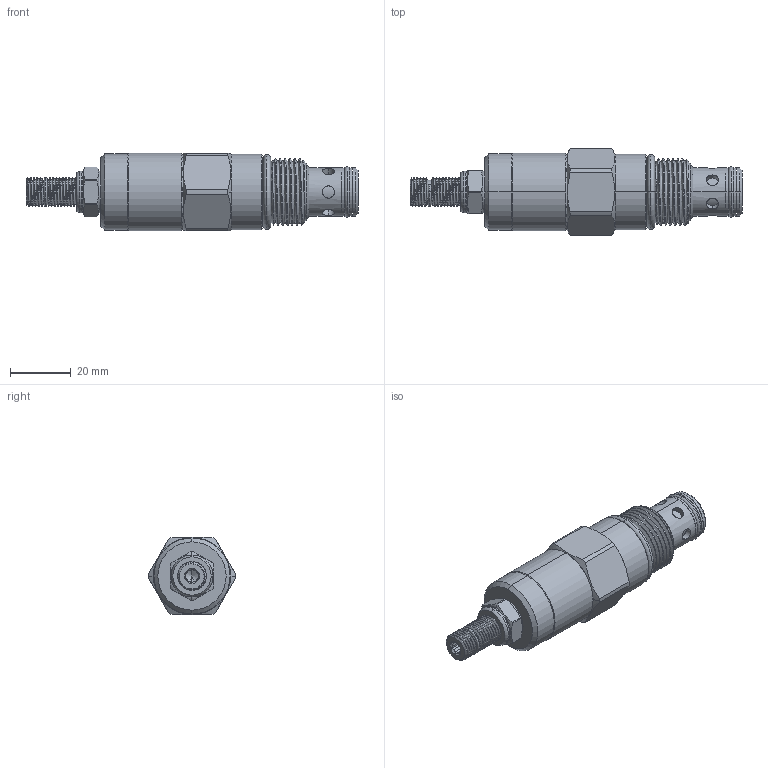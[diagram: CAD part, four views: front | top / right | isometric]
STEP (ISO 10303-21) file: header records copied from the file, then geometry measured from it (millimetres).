
FILE_DESCRIPTION (( 'STEP AP203' ), '1' );
FILE_NAME ('RD10W2A-L.STEP', '2020-03-24T00:13:47', ( '' ), ( '' ), 'SwSTEP 2.0', 'SolidWorks 2018', '' );
FILE_SCHEMA (( 'CONFIG_CONTROL_DESIGN' ));
Length unit declared in the file: millimetre
Products named in the file (1): RD10W2A-L
Bounding box: 109 x 28.57 x 25.4 mm (x, y, z)
Volume: 37401.3 mm3; surface area: 10549.8 mm2
Topology: 6 solids, 6 shells, 231 faces, 558 edges, 353 vertices
Faces by surface type: cylinder 111, plane 51, cone 38, torus 26, bspline 5
Entity records: 12873 total; most frequent: CARTESIAN_POINT 7657, ORIENTED_EDGE 1112, DIRECTION 1051, EDGE_CURVE 556, AXIS2_PLACEMENT_3D 435, VERTEX_POINT 353, EDGE_LOOP 255, ADVANCED_FACE 231
